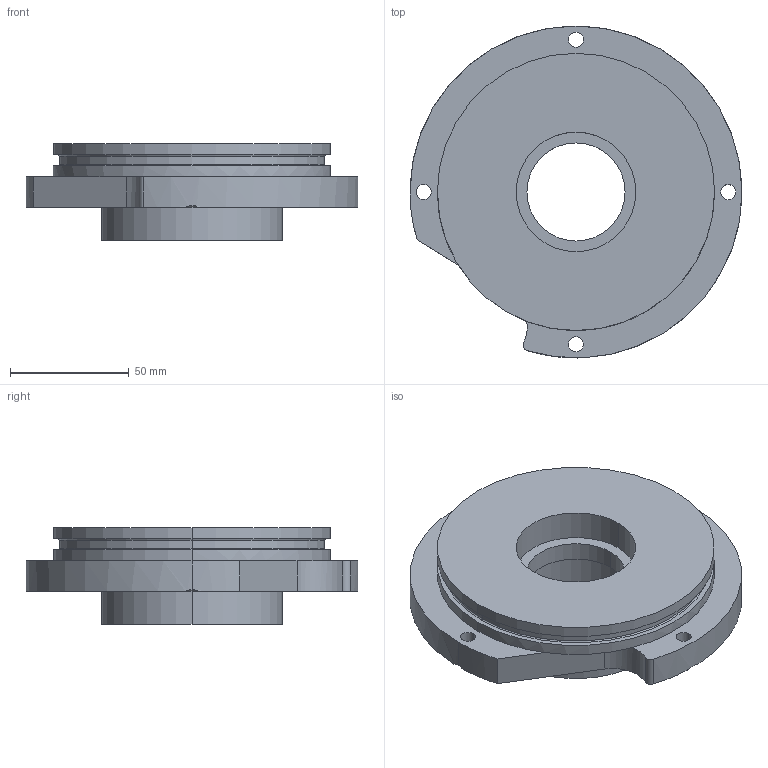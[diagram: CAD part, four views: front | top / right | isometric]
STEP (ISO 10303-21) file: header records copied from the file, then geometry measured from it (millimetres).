
FILE_DESCRIPTION (( 'STEP AP203' ), '1' );
FILE_NAME ('Bearing Cup Front_Default_sldprt.STEP', '2023-01-20T01:40:55', ( '' ), ( '' ), 'SwSTEP 2.0', 'SolidWorks 2022', '' );
FILE_SCHEMA (( 'CONFIG_CONTROL_DESIGN' ));
Length unit declared in the file: inch
Products named in the file (1): Bearing Cup Front_Default_sldprt
Bounding box: 139.7 x 139.7 x 40.64 mm (x, y, z)
Volume: 313279.5 mm3; surface area: 50632.7 mm2
Topology: 1 solids, 1 shells, 61 faces, 147 edges, 93 vertices
Faces by surface type: cylinder 35, plane 14, cone 8, torus 4
Entity records: 1948 total; most frequent: DIRECTION 357, CARTESIAN_POINT 351, ORIENTED_EDGE 294, AXIS2_PLACEMENT_3D 155, EDGE_CURVE 147, CIRCLE 93, VERTEX_POINT 93, EDGE_LOOP 76
